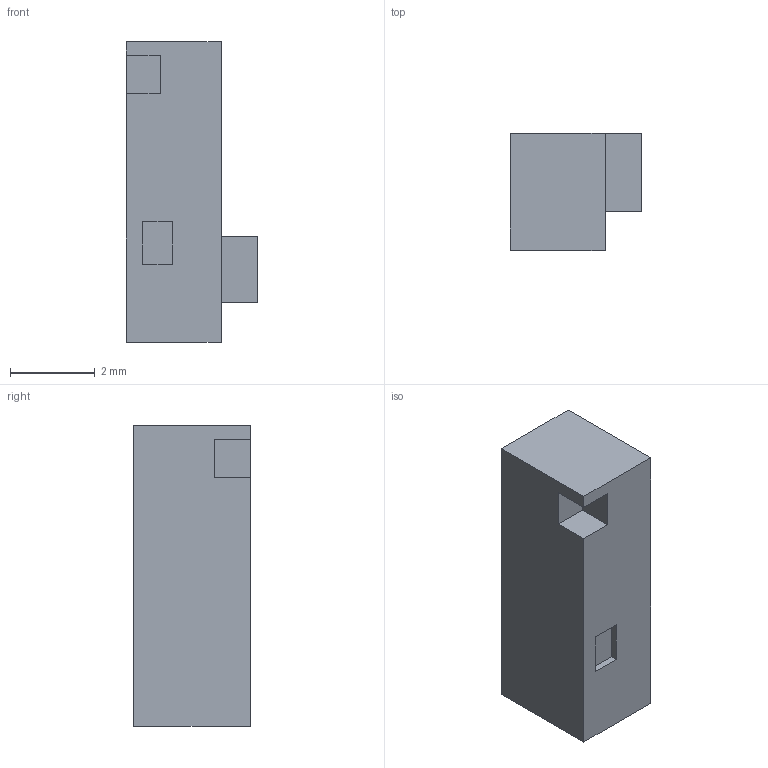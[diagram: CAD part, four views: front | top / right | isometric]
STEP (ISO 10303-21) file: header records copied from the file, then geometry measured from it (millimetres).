
FILE_DESCRIPTION(('STEP AP214'),'1');
FILE_NAME('yyy.stp','2017-11-21T18:05:29',('Cubit 16.3.6'),(' '),'Spatial InterOp 3D',' ',' ');
FILE_SCHEMA(('automotive_design'));
Length unit declared in the file: millimetre
Products named in the file (1): 1
Bounding box: 3.09 x 2.75 x 7.08 mm (x, y, z)
Volume: 44.9 mm3; surface area: 92.7 mm2
Topology: 1 solids, 1 shells, 29 faces, 76 edges, 51 vertices
Faces by surface type: plane 29
Entity records: 893 total; most frequent: CARTESIAN_POINT 157, ORIENTED_EDGE 152, DIRECTION 136, EDGE_CURVE 76, LINE 76, VECTOR 76, VERTEX_POINT 51, EDGE_LOOP 31
